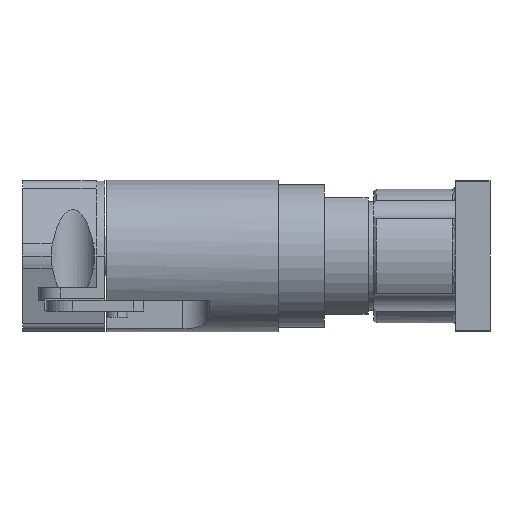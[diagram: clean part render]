
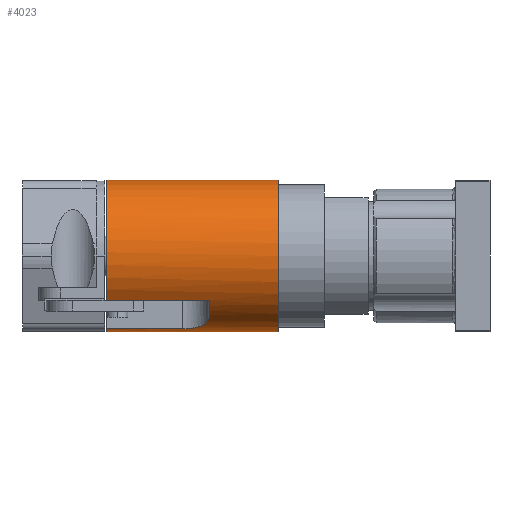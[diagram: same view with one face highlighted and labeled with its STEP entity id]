
A CAD part, left-side view. The second image highlights one B-rep face of the part: STEP entity #4023.
In plain terms, the highlighted cylindrical face has radius 14.3 mm (diameter 28.6 mm), a partial arc.
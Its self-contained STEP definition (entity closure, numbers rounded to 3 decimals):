
#21 = CARTESIAN_POINT ( 'NONE',  ( -4., 58.025, -13.729 ) ) ;
#46 = CARTESIAN_POINT ( 'NONE',  ( -5.767, 54.211, -13.086 ) ) ;
#91 = CARTESIAN_POINT ( 'NONE',  ( 0., 40.025, -14.3 ) ) ;
#98 = CARTESIAN_POINT ( 'NONE',  ( -5.861, 54.132, -13.044 ) ) ;
#221 = VECTOR ( 'NONE', #2819, 1000. ) ;
#247 = CARTESIAN_POINT ( 'NONE',  ( -7.312, 53.319, -12.289 ) ) ;
#359 = CARTESIAN_POINT ( 'NONE',  ( 0., 72.425, -14.3 ) ) ;
#417 = DIRECTION ( 'NONE',  ( 0., 1., 0. ) ) ;
#430 = CARTESIAN_POINT ( 'NONE',  ( -7.851, 53.156, -11.953 ) ) ;
#472 = EDGE_CURVE ( 'NONE', #1140, #3008, #2089, .T. ) ;
#482 = CARTESIAN_POINT ( 'NONE',  ( 0., 72.425, 0. ) ) ;
#519 = CARTESIAN_POINT ( 'NONE',  ( -4., 72.425, -13.729 ) ) ;
#551 = CARTESIAN_POINT ( 'NONE',  ( -4.728, 55.333, -13.499 ) ) ;
#605 = ORIENTED_EDGE ( 'NONE', *, *, #3820, .F. ) ;
#648 = AXIS2_PLACEMENT_3D ( 'NONE', #2544, #866, #5009 ) ;
#690 = EDGE_LOOP ( 'NONE', ( #4214, #1286, #3188, #3997, #735, #605, #4408, #3502, #3292, #5171 ) ) ;
#735 = ORIENTED_EDGE ( 'NONE', *, *, #4456, .F. ) ;
#758 = LINE ( 'NONE', #4016, #4546 ) ;
#866 = DIRECTION ( 'NONE',  ( 0., -1., 0. ) ) ;
#945 = CARTESIAN_POINT ( 'NONE',  ( -6.153, 53.911, -12.91 ) ) ;
#968 = CARTESIAN_POINT ( 'NONE',  ( -11.573, 53.025, -8.4 ) ) ;
#1039 = CARTESIAN_POINT ( 'NONE',  ( -7.535, 53.243, -12.154 ) ) ;
#1065 = CARTESIAN_POINT ( 'NONE',  ( -6.287, 53.821, -12.845 ) ) ;
#1117 = VERTEX_POINT ( 'NONE', #3172 ) ;
#1140 = VERTEX_POINT ( 'NONE', #4822 ) ;
#1260 = VECTOR ( 'NONE', #2475, 1000. ) ;
#1271 = DIRECTION ( 'NONE',  ( 0., -1., 0. ) ) ;
#1274 = DIRECTION ( 'NONE',  ( 0., 0., -1. ) ) ;
#1286 = ORIENTED_EDGE ( 'NONE', *, *, #2095, .T. ) ;
#1288 = CARTESIAN_POINT ( 'NONE',  ( -5.957, 54.056, -13. ) ) ;
#1322 = AXIS2_PLACEMENT_3D ( 'NONE', #2800, #4462, #4836 ) ;
#1324 = CARTESIAN_POINT ( 'NONE',  ( 0., 72.425, 0. ) ) ;
#1331 = EDGE_CURVE ( 'NONE', #5218, #3008, #3566, .T. ) ;
#1341 = CARTESIAN_POINT ( 'NONE',  ( -4.187, 56.625, -13.674 ) ) ;
#1427 = LINE ( 'NONE', #968, #3802 ) ;
#1572 = VERTEX_POINT ( 'NONE', #3428 ) ;
#1607 = DIRECTION ( 'NONE',  ( 0., 1., 0. ) ) ;
#1654 = CARTESIAN_POINT ( 'NONE',  ( -5.135, 54.78, -13.358 ) ) ;
#2041 = CYLINDRICAL_SURFACE ( 'NONE', #648, 14.3 ) ;
#2051 = B_SPLINE_CURVE_WITH_KNOTS ( 'NONE', 3,
 ( #2451, #4492, #3265, #4111, #430, #4747, #1039, #2674, #2264, #3922, #247, #5169, #4772, #1065, #945, #1288, #98, #46, #3316, #3800, #1654, #551, #2169, #1341, #2481, #5018, #21 ),
 .UNSPECIFIED., .F., .F.,
 ( 4, 2, 2, 1, 1, 2, 2, 2, 2, 1, 2, 2, 2, 2, 4 ),
 ( 0., 0.125, 0.188, 0.219, 0.234, 0.242, 0.25, 0.375, 0.438, 0.469, 0.484, 0.5, 0.75, 0.875, 1. ),
 .UNSPECIFIED. ) ;
#2089 = LINE ( 'NONE', #2845, #1260 ) ;
#2095 = EDGE_CURVE ( '����1', #3841, #5218, #5056, .T. ) ;
#2106 = VECTOR ( 'NONE', #1271, 1000. ) ;
#2169 = CARTESIAN_POINT ( 'NONE',  ( -4.296, 56.293, -13.64 ) ) ;
#2198 = EDGE_CURVE ( 'NONE', #1572, #5290, #758, .T. ) ;
#2264 = CARTESIAN_POINT ( 'NONE',  ( -7.362, 53.301, -12.259 ) ) ;
#2451 = CARTESIAN_POINT ( 'NONE',  ( -9., 53.025, -11.113 ) ) ;
#2472 = FACE_OUTER_BOUND ( 'NONE', #690, .T. ) ;
#2475 = DIRECTION ( 'NONE',  ( 0., -1., 0. ) ) ;
#2481 = CARTESIAN_POINT ( 'NONE',  ( -4.037, 57.319, -13.718 ) ) ;
#2544 = CARTESIAN_POINT ( 'NONE',  ( 0., 72.425, 0. ) ) ;
#2555 = CARTESIAN_POINT ( 'NONE',  ( -11.573, 65.4, -8.4 ) ) ;
#2568 = DIRECTION ( 'NONE',  ( 0., 0., -1. ) ) ;
#2665 = CARTESIAN_POINT ( 'NONE',  ( -11.573, 53.025, -8.4 ) ) ;
#2674 = CARTESIAN_POINT ( 'NONE',  ( -7.414, 53.283, -12.228 ) ) ;
#2712 = VERTEX_POINT ( 'NONE', #2665 ) ;
#2800 = CARTESIAN_POINT ( 'NONE',  ( 0., 40.025, 0. ) ) ;
#2819 = DIRECTION ( 'NONE',  ( 0., 1., 0. ) ) ;
#2845 = CARTESIAN_POINT ( 'NONE',  ( 0., 72.425, 14.3 ) ) ;
#2891 = EDGE_CURVE ( 'NONE', #1117, #2712, #3934, .T. ) ;
#2993 = EDGE_CURVE ( 'NONE', #3841, #5290, #3850, .T. ) ;
#3008 = VERTEX_POINT ( 'NONE', #4283 ) ;
#3142 = DIRECTION ( 'NONE',  ( 0., 1., 0. ) ) ;
#3172 = CARTESIAN_POINT ( 'NONE',  ( -9., 53.025, -11.113 ) ) ;
#3188 = ORIENTED_EDGE ( 'NONE', *, *, #1331, .T. ) ;
#3189 = EDGE_CURVE ( 'NONE', #1117, #1572, #2051, .T. ) ;
#3214 = CIRCLE ( 'NONE', #3299, 14.3 ) ;
#3265 = CARTESIAN_POINT ( 'NONE',  ( -8.421, 53.05, -11.563 ) ) ;
#3280 = CARTESIAN_POINT ( 'NONE',  ( -11.573, 72.425, -8.4 ) ) ;
#3282 = VERTEX_POINT ( 'NONE', #2555 ) ;
#3292 = ORIENTED_EDGE ( 'NONE', *, *, #3189, .T. ) ;
#3299 = AXIS2_PLACEMENT_3D ( 'NONE', #482, #1607, #1274 ) ;
#3316 = CARTESIAN_POINT ( 'NONE',  ( -5.705, 54.264, -13.113 ) ) ;
#3421 = EDGE_CURVE ( '����40', #2712, #3282, #1427, .T. ) ;
#3428 = CARTESIAN_POINT ( 'NONE',  ( -4., 58.025, -13.729 ) ) ;
#3502 = ORIENTED_EDGE ( 'NONE', *, *, #2891, .F. ) ;
#3566 = CIRCLE ( 'NONE', #1322, 14.3 ) ;
#3800 = CARTESIAN_POINT ( 'NONE',  ( -5.675, 54.291, -13.126 ) ) ;
#3802 = VECTOR ( 'NONE', #3939, 1000. ) ;
#3820 = EDGE_CURVE ( 'NONE', #3282, #5332, #4376, .T. ) ;
#3841 = VERTEX_POINT ( 'NONE', #359 ) ;
#3850 = CIRCLE ( 'NONE', #4380, 14.3 ) ;
#3888 = DIRECTION ( 'NONE',  ( 0., 1., 0. ) ) ;
#3920 = DIRECTION ( 'NONE',  ( 0., 0., -1. ) ) ;
#3922 = CARTESIAN_POINT ( 'NONE',  ( -7.327, 53.313, -12.28 ) ) ;
#3934 = CIRCLE ( 'NONE', #4025, 14.3 ) ;
#3939 = DIRECTION ( 'NONE',  ( 0., 1., 0. ) ) ;
#3997 = ORIENTED_EDGE ( 'NONE', *, *, #472, .F. ) ;
#4016 = CARTESIAN_POINT ( 'NONE',  ( -4., 53.025, -13.729 ) ) ;
#4023 = ADVANCED_FACE ( 'NONE', ( #2472 ), #2041, .T. ) ;
#4025 = AXIS2_PLACEMENT_3D ( 'NONE', #4365, #3142, #3920 ) ;
#4111 = CARTESIAN_POINT ( 'NONE',  ( -7.993, 53.125, -11.859 ) ) ;
#4214 = ORIENTED_EDGE ( 'NONE', *, *, #2993, .F. ) ;
#4283 = CARTESIAN_POINT ( 'NONE',  ( 0., 40.025, 14.3 ) ) ;
#4365 = CARTESIAN_POINT ( 'NONE',  ( 0., 53.025, 0. ) ) ;
#4376 = LINE ( 'NONE', #4856, #221 ) ;
#4380 = AXIS2_PLACEMENT_3D ( 'NONE', #1324, #3888, #2568 ) ;
#4408 = ORIENTED_EDGE ( 'NONE', *, *, #3421, .F. ) ;
#4456 = EDGE_CURVE ( '����12', #5332, #1140, #3214, .T. ) ;
#4462 = DIRECTION ( 'NONE',  ( 0., 1., 0. ) ) ;
#4492 = CARTESIAN_POINT ( 'NONE',  ( -8.71, 53.025, -11.348 ) ) ;
#4546 = VECTOR ( 'NONE', #417, 1000. ) ;
#4747 = CARTESIAN_POINT ( 'NONE',  ( -7.64, 53.213, -12.088 ) ) ;
#4772 = CARTESIAN_POINT ( 'NONE',  ( -6.7, 53.573, -12.637 ) ) ;
#4822 = CARTESIAN_POINT ( 'NONE',  ( 0., 72.425, 14.3 ) ) ;
#4836 = DIRECTION ( 'NONE',  ( 0., 0., -1. ) ) ;
#4856 = CARTESIAN_POINT ( 'NONE',  ( -11.573, 72.425, -8.4 ) ) ;
#5009 = DIRECTION ( 'NONE',  ( 0., 0., 1. ) ) ;
#5018 = CARTESIAN_POINT ( 'NONE',  ( -4., 57.67, -13.729 ) ) ;
#5022 = CARTESIAN_POINT ( 'NONE',  ( 0., 72.425, -14.3 ) ) ;
#5056 = LINE ( 'NONE', #5022, #2106 ) ;
#5169 = CARTESIAN_POINT ( 'NONE',  ( -6.991, 53.435, -12.48 ) ) ;
#5171 = ORIENTED_EDGE ( 'NONE', *, *, #2198, .T. ) ;
#5218 = VERTEX_POINT ( 'NONE', #91 ) ;
#5290 = VERTEX_POINT ( 'NONE', #519 ) ;
#5332 = VERTEX_POINT ( 'NONE', #3280 ) ;
